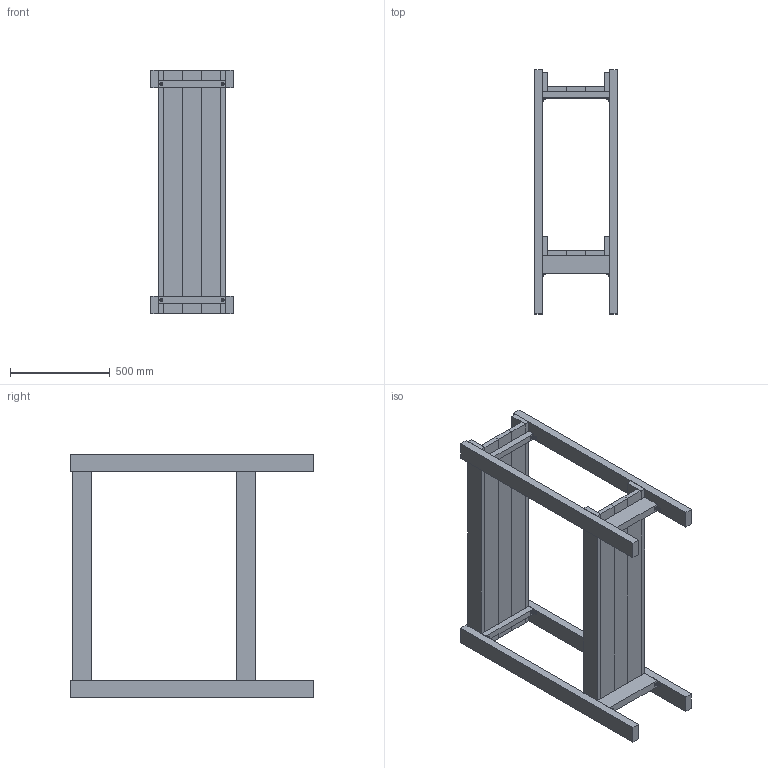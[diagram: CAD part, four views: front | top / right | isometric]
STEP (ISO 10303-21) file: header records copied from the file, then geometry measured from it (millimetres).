
FILE_DESCRIPTION (( 'STEP AP214' ), '1' );
FILE_NAME ('Plant Shelf Assem.STEP', '2020-08-13T19:17:02', ( '' ), ( '' ), 'SwSTEP 2.0', 'SolidWorks 2016', '' );
FILE_SCHEMA (( 'AUTOMOTIVE_DESIGN' ));
Length unit declared in the file: inch
Products named in the file (8): 98685A710_BRASS PHILLIPS DECORATIVE ROUNDED HEAD SCREWS; Bottom Support Beam; Plant Shelf Assem; 90294A157_PHILLIPS FLAT HEAD SCREWS FOR WOOD; Top Support Beam; Bracket; Leg; Shelf Platform
Assembly tree (82 placements, depth 2):
  Plant Shelf Assem
    Leg  x4
    Bottom Support Beam  x2
    Top Support Beam  x2
    Shelf Platform  x10
    Bracket  x8
    98685A710_BRASS PHILLIPS DECORATIVE ROUNDED HEAD SCREWS  x16
    90294A157_PHILLIPS FLAT HEAD SCREWS FOR WOOD  x40
Bounding box: 412.75 x 1219.2 x 1219.2 mm (x, y, z)
Volume: 48986255.4 mm3; surface area: 4578655.7 mm2
Topology: 82 solids, 82 shells, 4564 faces, 12408 edges, 7968 vertices
Faces by surface type: cylinder 1688, plane 1548, cone 944, bspline 384
Entity records: 11074 total; most frequent: CARTESIAN_POINT 5858, ORIENTED_EDGE 982, DIRECTION 951, EDGE_CURVE 491, AXIS2_PLACEMENT_3D 344, VERTEX_POINT 317, VECTOR 263, LINE 263
